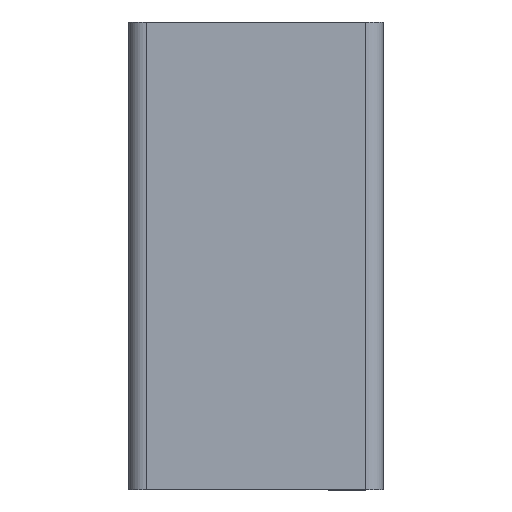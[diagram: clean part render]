
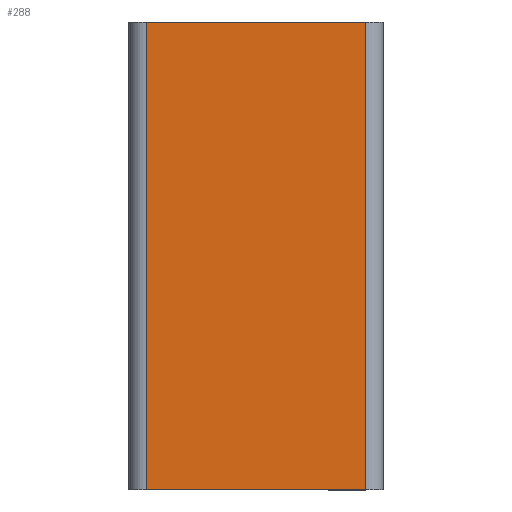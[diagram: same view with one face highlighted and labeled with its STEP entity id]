
A CAD part, top view. The second image highlights one B-rep face of the part: STEP entity #288.
In plain terms, the highlighted planar face has unit normal (0, 0, 1).
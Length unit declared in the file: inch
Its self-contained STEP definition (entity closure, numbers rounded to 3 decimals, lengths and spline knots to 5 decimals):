
#225=CARTESIAN_POINT('',(4.77642,9.60018,0.88001));
#226=VERTEX_POINT('',#225);
#234=CARTESIAN_POINT('',(4.77642,3.60018,0.88001));
#235=VERTEX_POINT('',#234);
#236=CARTESIAN_POINT('',(4.77642,6.60018,0.88001));
#237=DIRECTION('',(0.,-1.,0.));
#238=VECTOR('',#237,1.);
#239=LINE('',#236,#238);
#240=EDGE_CURVE('',#226,#235,#239,.T.);
#258=CARTESIAN_POINT('',(1.96642,9.60018,0.88001));
#259=VERTEX_POINT('',#258);
#260=CARTESIAN_POINT('',(1.96642,9.60018,0.88001));
#261=DIRECTION('',(-1.,0.,0.));
#262=VECTOR('',#261,1.);
#263=LINE('',#260,#262);
#264=EDGE_CURVE('',#226,#259,#263,.T.);
#265=ORIENTED_EDGE('',*,*,#264,.T.);
#266=CARTESIAN_POINT('',(1.96642,3.60018,0.88001));
#267=VERTEX_POINT('',#266);
#268=CARTESIAN_POINT('',(1.96642,6.60018,0.88001));
#269=DIRECTION('',(0.,1.,0.));
#270=VECTOR('',#269,1.);
#271=LINE('',#268,#270);
#272=EDGE_CURVE('',#267,#259,#271,.T.);
#273=ORIENTED_EDGE('',*,*,#272,.F.);
#274=CARTESIAN_POINT('',(1.96642,3.60018,0.88001));
#275=DIRECTION('',(1.,0.,0.));
#276=VECTOR('',#275,1.);
#277=LINE('',#274,#276);
#278=EDGE_CURVE('',#267,#235,#277,.T.);
#279=ORIENTED_EDGE('',*,*,#278,.T.);
#280=ORIENTED_EDGE('',*,*,#240,.F.);
#281=EDGE_LOOP('',(#265,#273,#279,#280));
#282=FACE_OUTER_BOUND('',#281,.T.);
#283=CARTESIAN_POINT('',(3.37142,6.60018,0.88001));
#284=DIRECTION('',(0.,0.,1.));
#285=DIRECTION('',(1.,0.,0.));
#286=AXIS2_PLACEMENT_3D('',#283,#284,#285);
#287=PLANE('',#286);
#288=ADVANCED_FACE('',(#282),#287,.T.);
